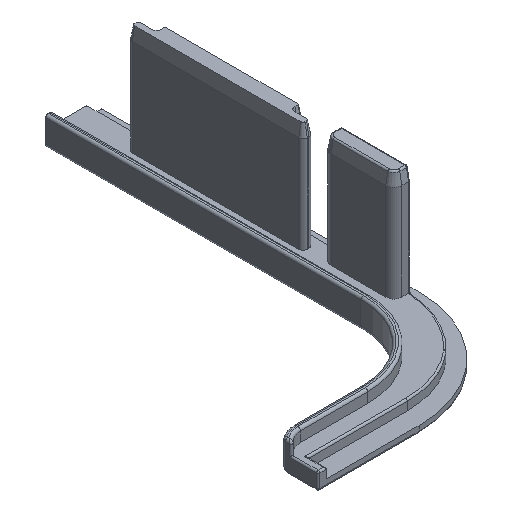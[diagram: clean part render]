
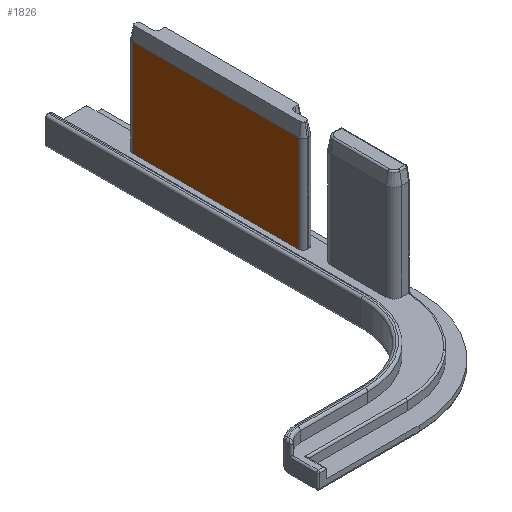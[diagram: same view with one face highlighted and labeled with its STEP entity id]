
A CAD part, isometric view. The second image highlights one B-rep face of the part: STEP entity #1826.
In plain terms, the highlighted planar face has unit normal (-1, 0, 0).
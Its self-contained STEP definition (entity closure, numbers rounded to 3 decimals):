
#309=FACE_OUTER_BOUND('',#420,.T.);
#420=EDGE_LOOP('',(#1625,#1626,#1627,#1628));
#498=LINE('',#2971,#650);
#539=LINE('',#3221,#691);
#575=LINE('',#3322,#727);
#576=LINE('',#3324,#728);
#650=VECTOR('',#2279,19.8);
#691=VECTOR('',#2504,19.8);
#727=VECTOR('',#2616,11.5);
#728=VECTOR('',#2619,11.5);
#823=VERTEX_POINT('',#2968);
#824=VERTEX_POINT('',#2970);
#863=VERTEX_POINT('',#3217);
#865=VERTEX_POINT('',#3220);
#1006=EDGE_CURVE('',#824,#823,#498,.T.);
#1096=EDGE_CURVE('',#865,#863,#539,.T.);
#1148=EDGE_CURVE('',#824,#863,#575,.T.);
#1149=EDGE_CURVE('',#823,#865,#576,.T.);
#1625=ORIENTED_EDGE('',*,*,#1096,.T.);
#1626=ORIENTED_EDGE('',*,*,#1148,.F.);
#1627=ORIENTED_EDGE('',*,*,#1006,.T.);
#1628=ORIENTED_EDGE('',*,*,#1149,.T.);
#1721=PLANE('',#2061);
#1826=ADVANCED_FACE('',(#309),#1721,.F.);
#2061=AXIS2_PLACEMENT_3D('',#3323,#2617,#2618);
#2279=DIRECTION('',(0.,-1.,0.));
#2504=DIRECTION('',(0.,1.,0.));
#2616=DIRECTION('',(0.,0.,1.));
#2617=DIRECTION('center_axis',(1.,0.,0.));
#2618=DIRECTION('ref_axis',(0.,0.,-1.));
#2619=DIRECTION('',(0.,0.,1.));
#2968=CARTESIAN_POINT('',(9.051,-9.9,0.));
#2970=CARTESIAN_POINT('',(9.051,9.9,0.));
#2971=CARTESIAN_POINT('',(9.051,9.9,0.));
#3217=CARTESIAN_POINT('',(9.051,9.9,11.5));
#3220=CARTESIAN_POINT('',(9.051,-9.9,11.5));
#3221=CARTESIAN_POINT('',(9.051,-9.9,11.5));
#3322=CARTESIAN_POINT('',(9.051,9.9,0.));
#3323=CARTESIAN_POINT('Origin',(9.051,9.9,0.));
#3324=CARTESIAN_POINT('',(9.051,-9.9,0.));
